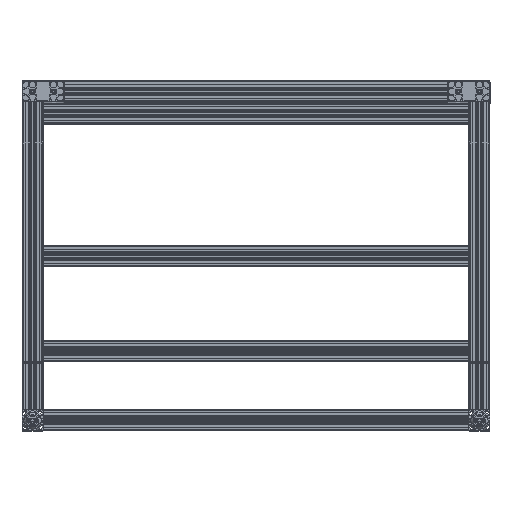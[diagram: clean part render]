
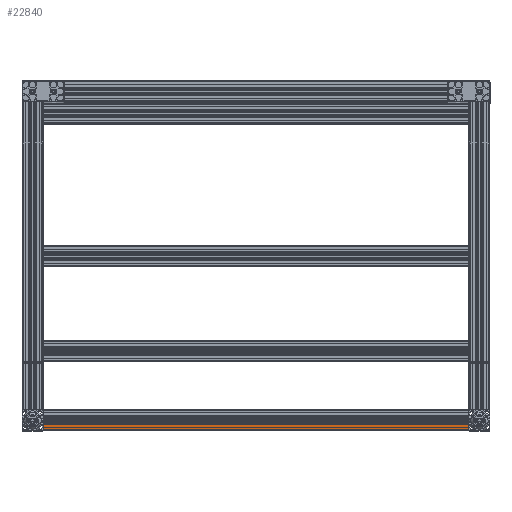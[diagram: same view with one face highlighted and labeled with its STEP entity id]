
A CAD part, top view. The second image highlights one B-rep face of the part: STEP entity #22840.
In plain terms, the highlighted face is planar.
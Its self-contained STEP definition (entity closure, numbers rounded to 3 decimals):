
#804=PLANE('',#25122);
#3390=LINE('',#36973,#5528);
#3489=LINE('',#37224,#5627);
#3490=LINE('',#37227,#5628);
#3491=LINE('',#37228,#5629);
#5528=VECTOR('',#30167,10.);
#5627=VECTOR('',#30432,10.);
#5628=VECTOR('',#30435,10.);
#5629=VECTOR('',#30436,10.);
#7485=FACE_OUTER_BOUND('',#8675,.T.);
#8675=EDGE_LOOP('',(#20036,#20037,#20038,#20039));
#11658=VERTEX_POINT('',#36970);
#11659=VERTEX_POINT('',#36972);
#11728=VERTEX_POINT('',#37222);
#11729=VERTEX_POINT('',#37226);
#14511=EDGE_CURVE('',#11659,#11658,#3390,.T.);
#14637=EDGE_CURVE('',#11658,#11728,#3489,.T.);
#14638=EDGE_CURVE('',#11728,#11729,#3490,.T.);
#14639=EDGE_CURVE('',#11659,#11729,#3491,.T.);
#20036=ORIENTED_EDGE('',*,*,#14638,.T.);
#20037=ORIENTED_EDGE('',*,*,#14639,.F.);
#20038=ORIENTED_EDGE('',*,*,#14511,.T.);
#20039=ORIENTED_EDGE('',*,*,#14637,.T.);
#22840=ADVANCED_FACE('',(#7485),#804,.T.);
#25122=AXIS2_PLACEMENT_3D('',#37225,#30433,#30434);
#30167=DIRECTION('',(0.,-1.,0.));
#30432=DIRECTION('',(0.,0.,1.));
#30433=DIRECTION('center_axis',(-1.,0.,0.));
#30434=DIRECTION('ref_axis',(0.,0.,1.));
#30435=DIRECTION('',(0.,1.,0.));
#30436=DIRECTION('',(0.,0.,1.));
#36970=CARTESIAN_POINT('',(-22.5,-20.,-455.));
#36972=CARTESIAN_POINT('',(-22.5,-4.4,-455.));
#36973=CARTESIAN_POINT('',(-22.5,-4.4,-455.));
#37222=CARTESIAN_POINT('',(-22.5,-20.,455.));
#37224=CARTESIAN_POINT('',(-22.5,-20.,0.));
#37225=CARTESIAN_POINT('Origin',(-22.5,-20.,0.));
#37226=CARTESIAN_POINT('',(-22.5,-4.4,455.));
#37227=CARTESIAN_POINT('',(-22.5,-4.4,455.));
#37228=CARTESIAN_POINT('',(-22.5,-4.4,0.));
